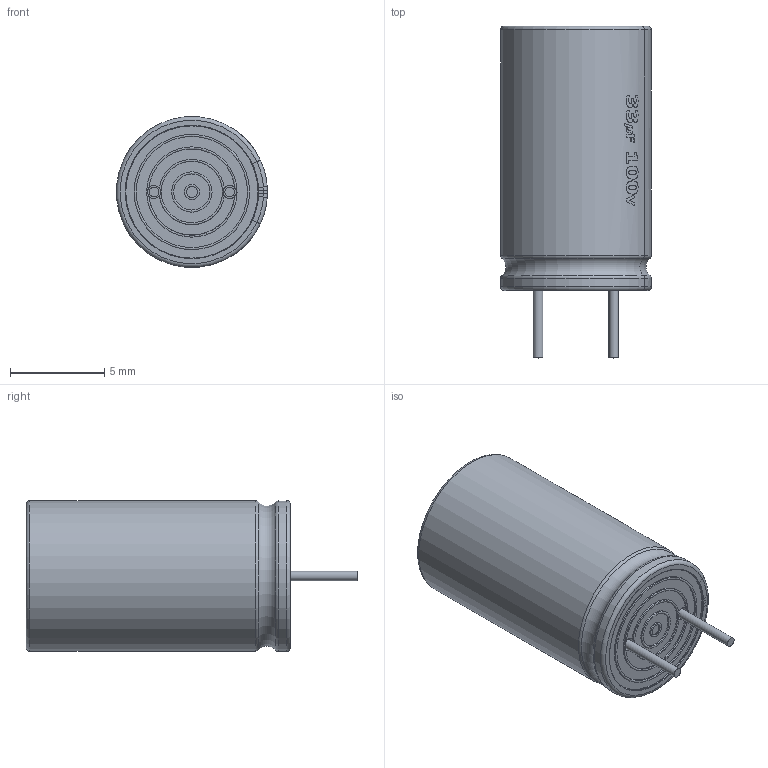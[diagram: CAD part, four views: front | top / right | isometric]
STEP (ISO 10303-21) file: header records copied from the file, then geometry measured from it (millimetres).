
FILE_DESCRIPTION(/* description */ (''),/* implementation_level */ '2;1');
FILE_NAME(/* name */ '33uF -100V electr -8x14mm P.diameter 4mm.stp',/* time_stamp */ '2022-03-11T23:30:23+01:00',/* author */ ('JOSE LUIS'),/* organization */ (''),/* preprocessor_version */ 'ST-DEVELOPER v18',/* originating_system */ 'Autodesk Inventor 2020',/* authorisation */ '');
FILE_SCHEMA (('AUTOMOTIVE_DESIGN { 1 0 10303 214 3 1 1 }'));
Length unit declared in the file: millimetre
Products named in the file (1): 33uF -100V electr -8x14mm P.diameter 4mm
Bounding box: 7.98 x 17.57 x 7.97 mm (x, y, z)
Volume: 692.5 mm3; surface area: 478.6 mm2
Topology: 3 solids, 3 shells, 122 faces, 514 edges, 421 vertices
Faces by surface type: cylinder 58, plane 39, torus 25
Full cylindrical faces by diameter (mm): 0.5 x2, 0.59 x1, 0.7 x2, 0.81 x1, 1.915 x1, 2.135 x1, 3.24 x1, 4.785 x1, 5.89 x1, 6.11 x1, 7 x2
Entity records: 6627 total; most frequent: CARTESIAN_POINT 2027, ORIENTED_EDGE 1028, DIRECTION 855, EDGE_CURVE 514, VERTEX_POINT 421, AXIS2_PLACEMENT_3D 352, CIRCLE 225, LINE 151
